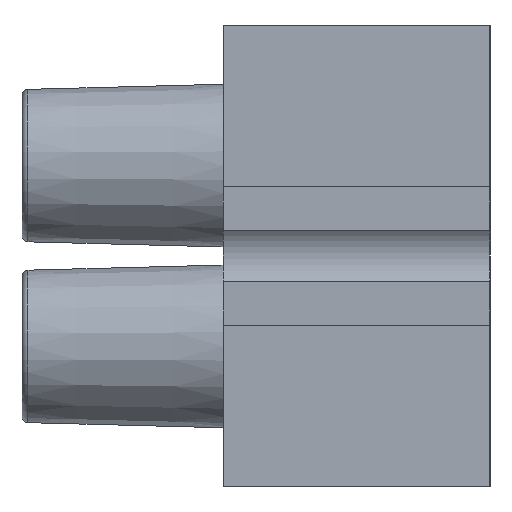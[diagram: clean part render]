
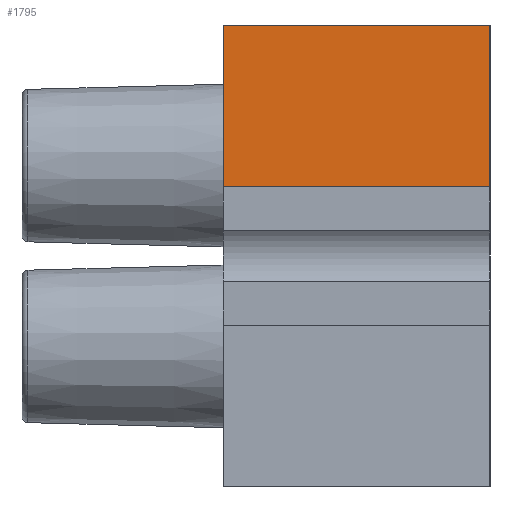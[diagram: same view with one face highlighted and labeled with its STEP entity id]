
A CAD part, left-side view. The second image highlights one B-rep face of the part: STEP entity #1795.
In plain terms, the highlighted planar face has unit normal (-1, 0, 0).
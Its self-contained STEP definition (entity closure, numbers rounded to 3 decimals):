
#13 = EDGE_CURVE ( 'NONE', #4801, #6723, #13539, .T. ) ;
#249 = VECTOR ( 'NONE', #7466, 1000. ) ;
#635 = CARTESIAN_POINT ( 'NONE',  ( -14.768, 0., 0. ) ) ;
#983 = LINE ( 'NONE', #5544, #7135 ) ;
#1296 = PLANE ( 'NONE',  #4312 ) ;
#1795 = ADVANCED_FACE ( 'NONE', ( #3525 ), #1296, .F. ) ;
#2365 = ORIENTED_EDGE ( 'NONE', *, *, #13, .T. ) ;
#2471 = EDGE_LOOP ( 'NONE', ( #2365, #12528, #4201, #12287 ) ) ;
#3002 = VERTEX_POINT ( 'NONE', #11809 ) ;
#3376 = DIRECTION ( 'NONE',  ( 1., 0., 0. ) ) ;
#3522 = VERTEX_POINT ( 'NONE', #8638 ) ;
#3525 = FACE_OUTER_BOUND ( 'NONE', #2471, .T. ) ;
#4201 = ORIENTED_EDGE ( 'NONE', *, *, #12928, .T. ) ;
#4312 = AXIS2_PLACEMENT_3D ( 'NONE', #11963, #3376, #10024 ) ;
#4801 = VERTEX_POINT ( 'NONE', #14025 ) ;
#4837 = VECTOR ( 'NONE', #4981, 1000. ) ;
#4981 = DIRECTION ( 'NONE',  ( 0., 0., 1. ) ) ;
#5029 = LINE ( 'NONE', #11046, #249 ) ;
#5330 = DIRECTION ( 'NONE',  ( 0., 1., 0. ) ) ;
#5544 = CARTESIAN_POINT ( 'NONE',  ( -14.768, 0., 2.3 ) ) ;
#6723 = VERTEX_POINT ( 'NONE', #9276 ) ;
#7135 = VECTOR ( 'NONE', #5330, 1000. ) ;
#7420 = LINE ( 'NONE', #635, #4837 ) ;
#7466 = DIRECTION ( 'NONE',  ( 0., -1., 0. ) ) ;
#8123 = CARTESIAN_POINT ( 'NONE',  ( -14.768, 8.85, 2.3 ) ) ;
#8638 = CARTESIAN_POINT ( 'NONE',  ( -14.768, 0., 7.66 ) ) ;
#9276 = CARTESIAN_POINT ( 'NONE',  ( -14.768, 8.85, 2.3 ) ) ;
#10024 = DIRECTION ( 'NONE',  ( 0., 0., -1. ) ) ;
#11046 = CARTESIAN_POINT ( 'NONE',  ( -14.768, 8.85, 7.66 ) ) ;
#11809 = CARTESIAN_POINT ( 'NONE',  ( -14.768, 0., 2.3 ) ) ;
#11963 = CARTESIAN_POINT ( 'NONE',  ( -14.768, 0., 2.3 ) ) ;
#12287 = ORIENTED_EDGE ( 'NONE', *, *, #13376, .F. ) ;
#12469 = DIRECTION ( 'NONE',  ( 0., 0., -1. ) ) ;
#12528 = ORIENTED_EDGE ( 'NONE', *, *, #12985, .F. ) ;
#12928 = EDGE_CURVE ( 'NONE', #3002, #3522, #7420, .T. ) ;
#12985 = EDGE_CURVE ( 'NONE', #3002, #6723, #983, .T. ) ;
#13376 = EDGE_CURVE ( 'NONE', #4801, #3522, #5029, .T. ) ;
#13539 = LINE ( 'NONE', #8123, #13974 ) ;
#13974 = VECTOR ( 'NONE', #12469, 1000. ) ;
#14025 = CARTESIAN_POINT ( 'NONE',  ( -14.768, 8.85, 7.66 ) ) ;
